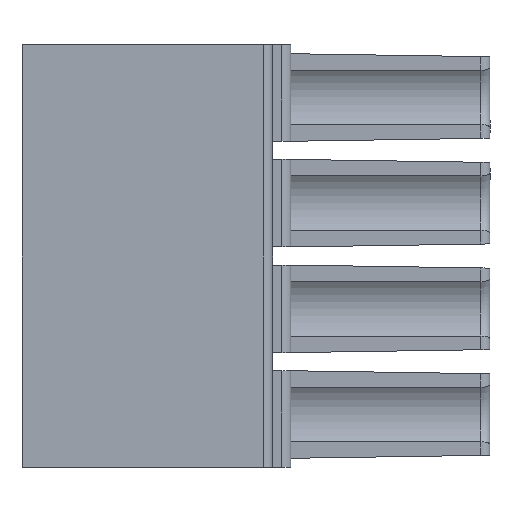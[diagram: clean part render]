
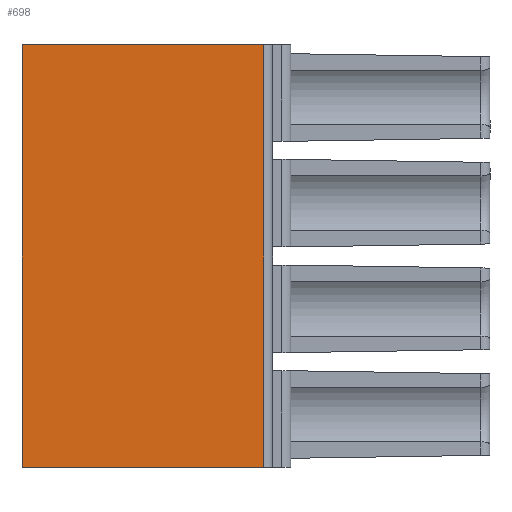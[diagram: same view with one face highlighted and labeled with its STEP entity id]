
A CAD part, front view. The second image highlights one B-rep face of the part: STEP entity #698.
In plain terms, the highlighted planar face has unit normal (0, -1, 0).
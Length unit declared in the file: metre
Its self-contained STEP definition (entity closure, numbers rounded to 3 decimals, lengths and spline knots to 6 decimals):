
#698=ADVANCED_FACE('',(#1584),#1585,.T.);
#1584=FACE_OUTER_BOUND('',#2635,.T.);
#1585=PLANE('',#2636);
#2635=EDGE_LOOP('',(#4709,#4710,#4711,#4712));
#2636=AXIS2_PLACEMENT_3D('',#4713,#4714,#4715);
#4709=ORIENTED_EDGE('',*,*,#6888,.F.);
#4710=ORIENTED_EDGE('',*,*,#6221,.F.);
#4711=ORIENTED_EDGE('',*,*,#6883,.T.);
#4712=ORIENTED_EDGE('',*,*,#6931,.T.);
#4713=CARTESIAN_POINT('',(0.006473,0.00051,0.002633));
#4714=DIRECTION('',(0.,-1.0,0.));
#4715=DIRECTION('',(0.,0.,1.0));
#6221=EDGE_CURVE('',#7439,#7440,#7441,.T.);
#6883=EDGE_CURVE('',#7439,#8472,#8473,.T.);
#6888=EDGE_CURVE('',#7440,#8480,#8481,.T.);
#6931=EDGE_CURVE('',#8472,#8480,#8555,.T.);
#7439=VERTEX_POINT('',#9244);
#7440=VERTEX_POINT('',#9245);
#7441=LINE('',#9246,#9247);
#8472=VERTEX_POINT('',#10822);
#8473=LINE('',#10823,#10824);
#8480=VERTEX_POINT('',#10834);
#8481=LINE('',#10835,#10836);
#8555=LINE('',#10944,#10945);
#9244=CARTESIAN_POINT('',(-0.001527,0.00051,0.006133));
#9245=CARTESIAN_POINT('',(0.006473,0.00051,0.006133));
#9246=CARTESIAN_POINT('',(0.013673,0.00051,0.006133));
#9247=VECTOR('',#11717,1.0);
#10822=CARTESIAN_POINT('',(-0.001527,0.00051,-0.007867));
#10823=CARTESIAN_POINT('',(-0.001527,0.00051,0.002633));
#10824=VECTOR('',#12442,1.0);
#10834=CARTESIAN_POINT('',(0.006473,0.00051,-0.007867));
#10835=CARTESIAN_POINT('',(0.006473,0.00051,0.002633));
#10836=VECTOR('',#12446,1.0);
#10944=CARTESIAN_POINT('',(0.013673,0.00051,-0.007867));
#10945=VECTOR('',#12496,1.0);
#11717=DIRECTION('',(1.0,0.,0.));
#12442=DIRECTION('',(0.,0.,-1.0));
#12446=DIRECTION('',(0.,0.,-1.0));
#12496=DIRECTION('',(1.0,0.,0.));
